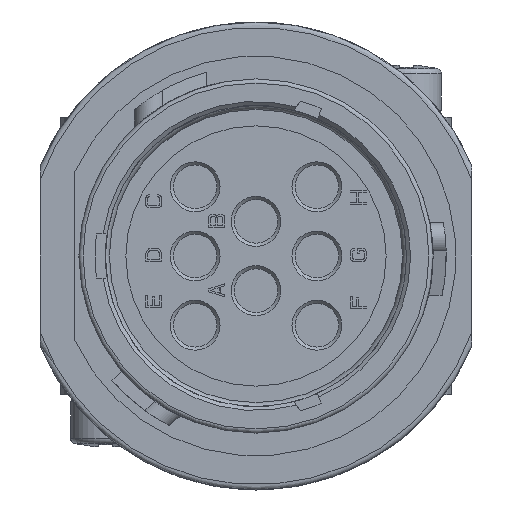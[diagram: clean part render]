
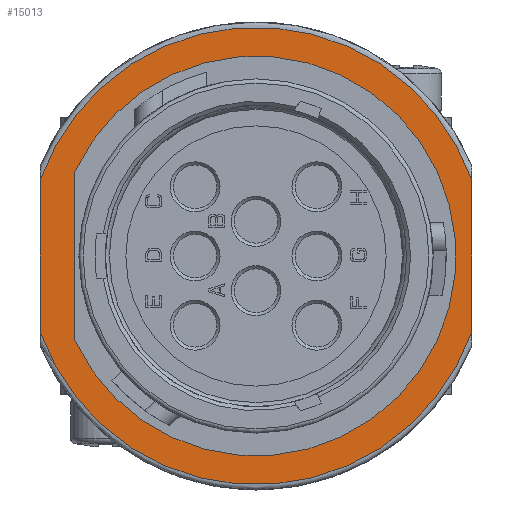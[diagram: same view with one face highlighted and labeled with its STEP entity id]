
A CAD part, left-side view. The second image highlights one B-rep face of the part: STEP entity #15013.
In plain terms, the highlighted face is planar.
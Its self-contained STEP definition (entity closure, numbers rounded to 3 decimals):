
#837=LINE('',#21792,#1805);
#838=LINE('',#21793,#1806);
#839=LINE('',#21794,#1807);
#1805=VECTOR('',#18046,1000.);
#1806=VECTOR('',#18047,1000.);
#1807=VECTOR('',#18048,1000.);
#2439=PLANE('',#15956);
#4126=ORIENTED_EDGE('',*,*,#6517,.F.);
#4127=ORIENTED_EDGE('',*,*,#6557,.T.);
#4128=ORIENTED_EDGE('',*,*,#6536,.T.);
#4129=ORIENTED_EDGE('',*,*,#6558,.T.);
#4130=ORIENTED_EDGE('',*,*,#6556,.T.);
#4131=ORIENTED_EDGE('',*,*,#6559,.T.);
#6517=EDGE_CURVE('',#7848,#7850,#8521,.T.);
#6536=EDGE_CURVE('',#7864,#7862,#8529,.T.);
#6556=EDGE_CURVE('',#7876,#7877,#8540,.T.);
#6557=EDGE_CURVE('',#7848,#7850,#837,.T.);
#6558=EDGE_CURVE('',#7862,#7876,#838,.T.);
#6559=EDGE_CURVE('',#7877,#7864,#839,.T.);
#7848=VERTEX_POINT('',#21654);
#7850=VERTEX_POINT('',#21657);
#7862=VERTEX_POINT('',#21711);
#7864=VERTEX_POINT('',#21714);
#7876=VERTEX_POINT('',#21781);
#7877=VERTEX_POINT('',#21789);
#8521=CIRCLE('',#15917,19.05);
#8529=CIRCLE('',#15931,21.8);
#8540=CIRCLE('',#15955,21.8);
#9058=EDGE_LOOP('',(#4126,#4127));
#9059=EDGE_LOOP('',(#4128,#4129,#4130,#4131));
#9880=FACE_BOUND('',#9058,.T.);
#9881=FACE_BOUND('',#9059,.T.);
#15013=ADVANCED_FACE('',(#9880,#9881),#2439,.F.);
#15917=AXIS2_PLACEMENT_3D('',#21656,#17954,#17955);
#15931=AXIS2_PLACEMENT_3D('',#21713,#17990,#17991);
#15955=AXIS2_PLACEMENT_3D('',#21790,#18042,#18043);
#15956=AXIS2_PLACEMENT_3D('',#21791,#18044,#18045);
#17954=DIRECTION('',(1.,0.,0.));
#17955=DIRECTION('',(0.,1.,0.));
#17990=DIRECTION('',(1.,0.,0.));
#17991=DIRECTION('',(0.,1.,0.));
#18042=DIRECTION('',(1.,0.,0.));
#18043=DIRECTION('',(0.,1.,0.));
#18044=DIRECTION('',(-1.,0.,0.));
#18045=DIRECTION('',(0.,-1.,0.));
#18046=DIRECTION('',(0.,0.,-1.));
#18047=DIRECTION('',(0.,0.,1.));
#18048=DIRECTION('',(0.,0.,-1.));
#21654=CARTESIAN_POINT('',(15.45,17.25,8.083));
#21656=CARTESIAN_POINT('',(15.45,0.,0.));
#21657=CARTESIAN_POINT('',(15.45,17.25,-8.083));
#21711=CARTESIAN_POINT('',(15.45,20.55,-7.276));
#21713=CARTESIAN_POINT('',(15.45,0.,0.));
#21714=CARTESIAN_POINT('',(15.45,-20.55,-7.276));
#21781=CARTESIAN_POINT('',(15.45,20.55,7.276));
#21789=CARTESIAN_POINT('',(15.45,-20.55,7.276));
#21790=CARTESIAN_POINT('',(15.45,0.,0.));
#21791=CARTESIAN_POINT('',(15.45,21.8,0.));
#21792=CARTESIAN_POINT('',(15.45,17.25,30.));
#21793=CARTESIAN_POINT('',(15.45,20.55,0.));
#21794=CARTESIAN_POINT('',(15.45,-20.55,0.));
